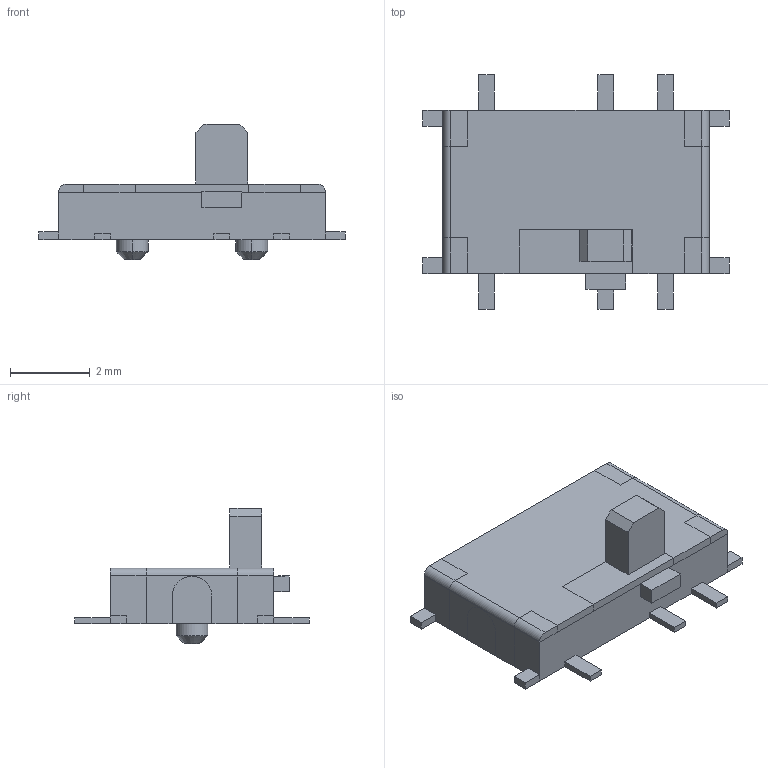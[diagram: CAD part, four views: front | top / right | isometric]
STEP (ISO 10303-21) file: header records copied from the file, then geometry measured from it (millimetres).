
FILE_DESCRIPTION (( 'STEP AP214' ), '1' );
FILE_NAME ('SSSS820201.STEP', '2010-06-10T09:54:21', ( ' ' ), ( '' ), 'SwSTEP 2.0', 'SolidWorks 2007', '' );
FILE_SCHEMA (( 'AUTOMOTIVE_DESIGN' ));
Length unit declared in the file: millimetre
Products named in the file (1): SSSS820201
Bounding box: 7.7 x 5.9 x 3.4 mm (x, y, z)
Volume: 41 mm3; surface area: 101.8 mm2
Topology: 1 solids, 1 shells, 108 faces, 275 edges, 171 vertices
Faces by surface type: plane 90, cylinder 12, cone 6
Entity records: 4432 total; most frequent: CARTESIAN_POINT 615, ORIENTED_EDGE 550, DIRECTION 515, EDGE_CURVE 275, LINE 245, VECTOR 245, VERTEX_POINT 171, AXIS2_PLACEMENT_3D 135
